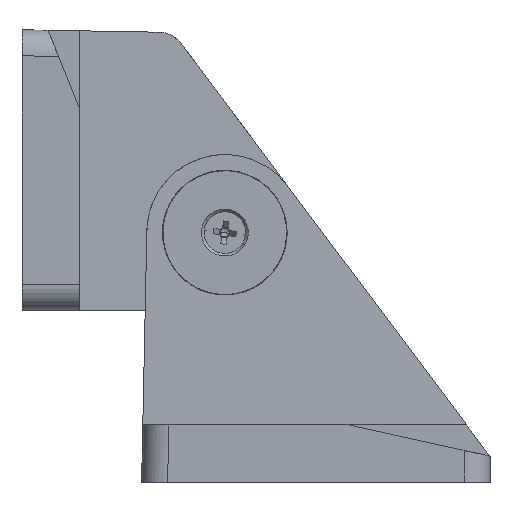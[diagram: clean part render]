
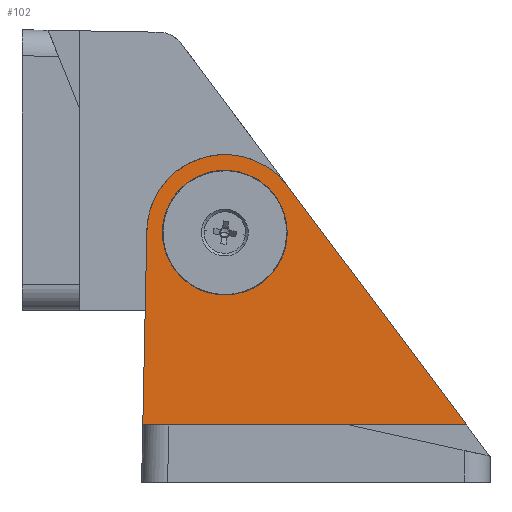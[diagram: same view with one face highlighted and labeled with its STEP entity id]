
A CAD part, front view. The second image highlights one B-rep face of the part: STEP entity #102.
In plain terms, the highlighted face is planar.
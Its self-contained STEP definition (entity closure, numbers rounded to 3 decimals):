
#12 = EDGE_CURVE ( 'NONE', #4490, #4488, #5464, .T. ) ;
#13 = EDGE_CURVE ( 'NONE', #4488, #4489, #120, .T. ) ;
#14 = EDGE_CURVE ( 'NONE', #4491, #4490, #5471, .T. ) ;
#15 = EDGE_CURVE ( 'NONE', #4492, #4491, #5474, .T. ) ;
#16 = EDGE_CURVE ( 'NONE', #4489, #4492, #5477, .T. ) ;
#17 = EDGE_CURVE ( 'NONE', #4473, #4472, #119, .T. ) ;
#102 = ADVANCED_FACE ( 'NONE', ( #6617, #6620 ), #4010, .F. ) ;
#119 =( BOUNDED_CURVE ( )  B_SPLINE_CURVE ( 3, ( #5480, #5481, #5482, #5483 ),
 .UNSPECIFIED., .F., .F. ) 
 B_SPLINE_CURVE_WITH_KNOTS ( ( 4, 4 ),
 ( 4.712, 7.854 ),
 .UNSPECIFIED. ) 
 CURVE ( )  GEOMETRIC_REPRESENTATION_ITEM ( )  RATIONAL_B_SPLINE_CURVE ( ( 1., 0.333, 0.333, 1. ) ) 
 REPRESENTATION_ITEM ( '' )  );
#120 =( BOUNDED_CURVE ( )  B_SPLINE_CURVE ( 3, ( #5467, #5468, #5469, #5470 ),
 .UNSPECIFIED., .F., .T. ) 
 B_SPLINE_CURVE_WITH_KNOTS ( ( 4, 4 ),
 ( 4.712, 7.21 ),
 .UNSPECIFIED. ) 
 CURVE ( )  GEOMETRIC_REPRESENTATION_ITEM ( )  RATIONAL_B_SPLINE_CURVE ( ( 1., 0.544, 0.544, 1. ) ) 
 REPRESENTATION_ITEM ( '' )  );
#666 = CARTESIAN_POINT ( 'NONE',  ( 59.332, 0., 12. ) ) ;
#667 = CARTESIAN_POINT ( 'NONE',  ( 59.332, 0., -12. ) ) ;
#682 = CARTESIAN_POINT ( 'NONE',  ( 59.332, 0., 15. ) ) ;
#683 = CARTESIAN_POINT ( 'NONE',  ( 59.133, 9., -12. ) ) ;
#684 = CARTESIAN_POINT ( 'NONE',  ( 60.15, -37., 15.771 ) ) ;
#685 = CARTESIAN_POINT ( 'NONE',  ( 60.15, -37., -24. ) ) ;
#686 = CARTESIAN_POINT ( 'NONE',  ( 60.15, -37., -46.5 ) ) ;
#2116 = CARTESIAN_POINT ( 'NONE',  ( 59.332, 0., 12. ) ) ;
#2117 = CARTESIAN_POINT ( 'NONE',  ( 59.862, -24., 12. ) ) ;
#2118 = CARTESIAN_POINT ( 'NONE',  ( 59.862, -24., -12. ) ) ;
#2119 = CARTESIAN_POINT ( 'NONE',  ( 59.332, 0., -12. ) ) ;
#3495 = EDGE_CURVE ( 'NONE', #4472, #4473, #5632, .T. ) ;
#4010 = PLANE ( 'NONE',  #6623 ) ;
#4011 = CARTESIAN_POINT ( 'NONE',  ( 59., 15., -51. ) ) ;
#4012 = DIRECTION ( 'NONE',  ( -1., -0.022, 0. ) ) ;
#4013 = DIRECTION ( 'NONE',  ( 0.022, -1., 0. ) ) ;
#4472 = VERTEX_POINT ( 'NONE', #666 ) ;
#4473 = VERTEX_POINT ( 'NONE', #667 ) ;
#4488 = VERTEX_POINT ( 'NONE', #682 ) ;
#4489 = VERTEX_POINT ( 'NONE', #683 ) ;
#4490 = VERTEX_POINT ( 'NONE', #684 ) ;
#4491 = VERTEX_POINT ( 'NONE', #685 ) ;
#4492 = VERTEX_POINT ( 'NONE', #686 ) ;
#4712 = EDGE_LOOP ( 'NONE', ( #5050, #5052, #5051, #5053, #5054 ) ) ;
#4713 = EDGE_LOOP ( 'NONE', ( #5057, #5056 ) ) ;
#5050 = ORIENTED_EDGE ( 'NONE', *, *, #13, .F. ) ;
#5051 = ORIENTED_EDGE ( 'NONE', *, *, #14, .F. ) ;
#5052 = ORIENTED_EDGE ( 'NONE', *, *, #12, .F. ) ;
#5053 = ORIENTED_EDGE ( 'NONE', *, *, #15, .F. ) ;
#5054 = ORIENTED_EDGE ( 'NONE', *, *, #16, .F. ) ;
#5056 = ORIENTED_EDGE ( 'NONE', *, *, #17, .F. ) ;
#5057 = ORIENTED_EDGE ( 'NONE', *, *, #3495, .F. ) ;
#5464 = LINE ( 'NONE', #5465, #6456 ) ;
#5465 = CARTESIAN_POINT ( 'NONE',  ( 59.332, -0.018, 15. ) ) ;
#5466 = DIRECTION ( 'NONE',  ( -0.022, 1., -0.021 ) ) ;
#5467 = CARTESIAN_POINT ( 'NONE',  ( 59.332, 0., 15. ) ) ;
#5468 = CARTESIAN_POINT ( 'NONE',  ( 58.946, 17.434, 15. ) ) ;
#5469 = CARTESIAN_POINT ( 'NONE',  ( 58.824, 22.947, -1.54 ) ) ;
#5470 = CARTESIAN_POINT ( 'NONE',  ( 59.133, 9., -12. ) ) ;
#5471 = LINE ( 'NONE', #5472, #6457 ) ;
#5472 = CARTESIAN_POINT ( 'NONE',  ( 60.15, -37., -24. ) ) ;
#5473 = DIRECTION ( 'NONE',  ( 0., 0., 1. ) ) ;
#5474 = LINE ( 'NONE', #5475, #6458 ) ;
#5475 = CARTESIAN_POINT ( 'NONE',  ( 60.15, -37., -51. ) ) ;
#5476 = DIRECTION ( 'NONE',  ( 0., 0., 1. ) ) ;
#5477 = LINE ( 'NONE', #5478, #6459 ) ;
#5478 = CARTESIAN_POINT ( 'NONE',  ( 60.283, -42.998, -50.999 ) ) ;
#5479 = DIRECTION ( 'NONE',  ( 0.018, -0.8, -0.6 ) ) ;
#5480 = CARTESIAN_POINT ( 'NONE',  ( 59.332, 0., -12. ) ) ;
#5481 = CARTESIAN_POINT ( 'NONE',  ( 58.801, 24., -12. ) ) ;
#5482 = CARTESIAN_POINT ( 'NONE',  ( 58.801, 24., 12. ) ) ;
#5483 = CARTESIAN_POINT ( 'NONE',  ( 59.332, 0., 12. ) ) ;
#5632 =( BOUNDED_CURVE ( )  B_SPLINE_CURVE ( 3, ( #2116, #2117, #2118, #2119 ),
 .UNSPECIFIED., .F., .T. ) 
 B_SPLINE_CURVE_WITH_KNOTS ( ( 4, 4 ),
 ( 1.571, 4.712 ),
 .UNSPECIFIED. ) 
 CURVE ( )  GEOMETRIC_REPRESENTATION_ITEM ( )  RATIONAL_B_SPLINE_CURVE ( ( 1., 0.333, 0.333, 1. ) ) 
 REPRESENTATION_ITEM ( '' )  );
#6456 = VECTOR ( 'NONE', #5466, 1000. ) ;
#6457 = VECTOR ( 'NONE', #5473, 1000. ) ;
#6458 = VECTOR ( 'NONE', #5476, 1000. ) ;
#6459 = VECTOR ( 'NONE', #5479, 1000. ) ;
#6617 = FACE_OUTER_BOUND ( 'NONE', #4712, .T. ) ;
#6620 = FACE_BOUND ( 'NONE', #4713, .T. ) ;
#6623 = AXIS2_PLACEMENT_3D ( 'NONE', #4011, #4012, #4013 ) ;
